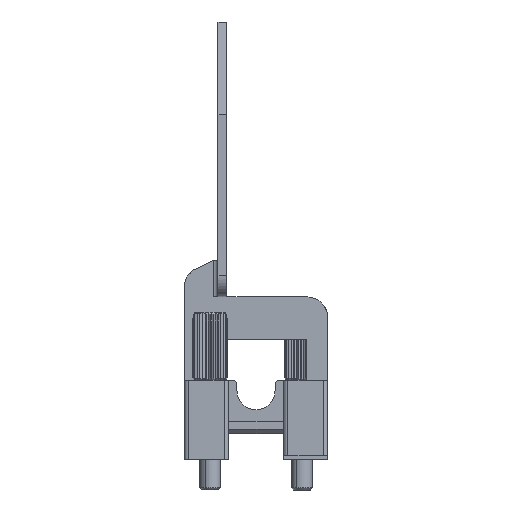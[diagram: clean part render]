
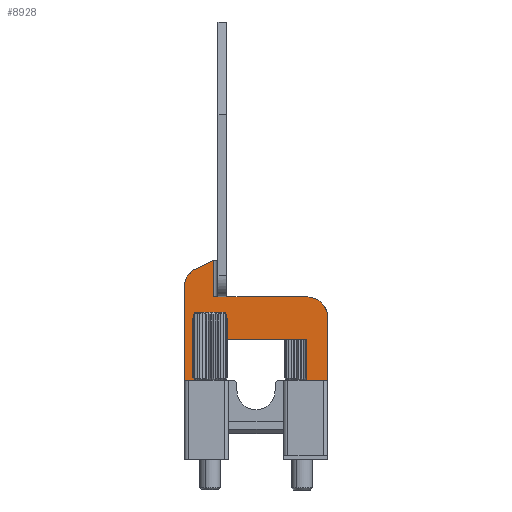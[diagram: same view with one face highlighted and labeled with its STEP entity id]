
A CAD part, front view. The second image highlights one B-rep face of the part: STEP entity #8928.
In plain terms, the highlighted planar face has unit normal (0, -1, 0).
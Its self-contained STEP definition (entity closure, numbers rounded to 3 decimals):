
#8820=AXIS2_PLACEMENT_3D('Plane Axis2P3D',#8817,#8818,#8819) ;
#1444=CARTESIAN_POINT('Vertex',(0.,19.75,18.7)) ;
#1838=CARTESIAN_POINT('Vertex',(34.,19.75,18.7)) ;
#8261=CARTESIAN_POINT('Vertex',(7.,19.75,54.301)) ;
#8443=CARTESIAN_POINT('Vertex',(2.887,19.75,52.383)) ;
#8446=CARTESIAN_POINT('Line Origine',(4.943,19.75,53.342)) ;
#8817=CARTESIAN_POINT('Axis2P3D Location',(8.,19.75,56.501)) ;
#8822=CARTESIAN_POINT('Line Origine',(17.,19.75,18.7)) ;
#8826=CARTESIAN_POINT('Vertex',(29.,19.75,18.7)) ;
#8829=CARTESIAN_POINT('Line Origine',(34.,19.75,35.001)) ;
#8833=CARTESIAN_POINT('Vertex',(34.,19.75,40.7)) ;
#8837=CARTESIAN_POINT('Control Point',(29.,19.75,45.7)) ;
#8838=CARTESIAN_POINT('Control Point',(30.571,19.75,45.7)) ;
#8839=CARTESIAN_POINT('Control Point',(32.143,19.75,45.085)) ;
#8840=CARTESIAN_POINT('Control Point',(33.385,19.75,43.843)) ;
#8841=CARTESIAN_POINT('Control Point',(34.,19.75,42.271)) ;
#8842=CARTESIAN_POINT('Control Point',(34.,19.75,40.7)) ;
#8843=CARTESIAN_POINT('Vertex',(29.,19.75,45.7)) ;
#8846=CARTESIAN_POINT('Line Origine',(17.,19.75,45.7)) ;
#8850=CARTESIAN_POINT('Vertex',(24.,19.75,45.7)) ;
#8853=CARTESIAN_POINT('Line Origine',(17.,19.75,45.7)) ;
#8857=CARTESIAN_POINT('Vertex',(7.,19.75,45.7)) ;
#8860=CARTESIAN_POINT('Line Origine',(7.,19.75,35.001)) ;
#8866=CARTESIAN_POINT('Control Point',(0.,19.75,47.852)) ;
#8867=CARTESIAN_POINT('Control Point',(0.,19.75,49.27)) ;
#8868=CARTESIAN_POINT('Control Point',(0.539,19.75,50.693)) ;
#8869=CARTESIAN_POINT('Control Point',(1.602,19.75,51.784)) ;
#8870=CARTESIAN_POINT('Control Point',(2.887,19.75,52.383)) ;
#8871=CARTESIAN_POINT('Vertex',(0.,19.75,47.852)) ;
#8874=CARTESIAN_POINT('Line Origine',(0.,19.75,35.001)) ;
#8878=CARTESIAN_POINT('Vertex',(0.,19.75,45.7)) ;
#8881=CARTESIAN_POINT('Line Origine',(0.,19.75,35.001)) ;
#8886=CARTESIAN_POINT('Line Origine',(17.,19.75,18.7)) ;
#8890=CARTESIAN_POINT('Vertex',(5.,19.75,18.7)) ;
#8893=CARTESIAN_POINT('Line Origine',(5.,19.75,35.001)) ;
#8897=CARTESIAN_POINT('Vertex',(5.,19.75,35.7)) ;
#8900=CARTESIAN_POINT('Line Origine',(17.,19.75,35.7)) ;
#8904=CARTESIAN_POINT('Vertex',(29.,19.75,35.7)) ;
#8907=CARTESIAN_POINT('Line Origine',(29.,19.75,35.001)) ;
#8447=DIRECTION('Vector Direction',(0.906,0.,0.423)) ;
#8818=DIRECTION('Axis2P3D Direction',(0.,1.,0.)) ;
#8819=DIRECTION('Axis2P3D XDirection',(0.,0.,-1.)) ;
#8823=DIRECTION('Vector Direction',(-1.,0.,0.)) ;
#8830=DIRECTION('Vector Direction',(0.,0.,-1.)) ;
#8847=DIRECTION('Vector Direction',(-1.,0.,0.)) ;
#8854=DIRECTION('Vector Direction',(-1.,0.,0.)) ;
#8861=DIRECTION('Vector Direction',(0.,0.,-1.)) ;
#8875=DIRECTION('Vector Direction',(0.,0.,-1.)) ;
#8882=DIRECTION('Vector Direction',(0.,0.,-1.)) ;
#8887=DIRECTION('Vector Direction',(-1.,0.,0.)) ;
#8894=DIRECTION('Vector Direction',(0.,0.,-1.)) ;
#8901=DIRECTION('Vector Direction',(-1.,0.,0.)) ;
#8908=DIRECTION('Vector Direction',(0.,0.,-1.)) ;
#8448=VECTOR('Line Direction',#8447,1.) ;
#8824=VECTOR('Line Direction',#8823,1.) ;
#8831=VECTOR('Line Direction',#8830,1.) ;
#8848=VECTOR('Line Direction',#8847,1.) ;
#8855=VECTOR('Line Direction',#8854,1.) ;
#8862=VECTOR('Line Direction',#8861,1.) ;
#8876=VECTOR('Line Direction',#8875,1.) ;
#8883=VECTOR('Line Direction',#8882,1.) ;
#8888=VECTOR('Line Direction',#8887,1.) ;
#8895=VECTOR('Line Direction',#8894,1.) ;
#8902=VECTOR('Line Direction',#8901,1.) ;
#8909=VECTOR('Line Direction',#8908,1.) ;
#8913=ORIENTED_EDGE('',*,*,#8828,.F.) ;
#8914=ORIENTED_EDGE('',*,*,#8835,.F.) ;
#8915=ORIENTED_EDGE('',*,*,#8845,.F.) ;
#8916=ORIENTED_EDGE('',*,*,#8852,.F.) ;
#8917=ORIENTED_EDGE('',*,*,#8859,.T.) ;
#8918=ORIENTED_EDGE('',*,*,#8864,.T.) ;
#8919=ORIENTED_EDGE('',*,*,#8450,.F.) ;
#8920=ORIENTED_EDGE('',*,*,#8873,.F.) ;
#8921=ORIENTED_EDGE('',*,*,#8880,.F.) ;
#8922=ORIENTED_EDGE('',*,*,#8885,.F.) ;
#8923=ORIENTED_EDGE('',*,*,#8892,.F.) ;
#8924=ORIENTED_EDGE('',*,*,#8899,.F.) ;
#8925=ORIENTED_EDGE('',*,*,#8906,.T.) ;
#8926=ORIENTED_EDGE('',*,*,#8911,.F.) ;
#8928=ADVANCED_FACE('Hauptk\X2\00F6\X0\rper',(#8927),#8821,.F.) ;
#8836=B_SPLINE_CURVE_WITH_KNOTS('',5,(#8837,#8838,#8839,#8840,#8841,#8842),.UNSPECIFIED.,.F.,.U.,(6,6),(15.708,23.562),.UNSPECIFIED.) ;
#8865=B_SPLINE_CURVE_WITH_KNOTS('',4,(#8866,#8867,#8868,#8869,#8870),.UNSPECIFIED.,.F.,.U.,(5,5),(7.854,13.526),.UNSPECIFIED.) ;
#8450=EDGE_CURVE('',#8444,#8262,#8449,.T.) ;
#8828=EDGE_CURVE('',#1839,#8827,#8825,.T.) ;
#8835=EDGE_CURVE('',#8834,#1839,#8832,.T.) ;
#8845=EDGE_CURVE('',#8844,#8834,#8836,.T.) ;
#8852=EDGE_CURVE('',#8851,#8844,#8849,.F.) ;
#8859=EDGE_CURVE('',#8851,#8858,#8856,.T.) ;
#8864=EDGE_CURVE('',#8858,#8262,#8863,.F.) ;
#8873=EDGE_CURVE('',#8872,#8444,#8865,.T.) ;
#8880=EDGE_CURVE('',#8879,#8872,#8877,.F.) ;
#8885=EDGE_CURVE('',#1445,#8879,#8884,.F.) ;
#8892=EDGE_CURVE('',#8891,#1445,#8889,.T.) ;
#8899=EDGE_CURVE('',#8898,#8891,#8896,.T.) ;
#8906=EDGE_CURVE('',#8898,#8905,#8903,.F.) ;
#8911=EDGE_CURVE('',#8827,#8905,#8910,.F.) ;
#8912=EDGE_LOOP('',(#8913,#8914,#8915,#8916,#8917,#8918,#8919,#8920,#8921,#8922,#8923,#8924,#8925,#8926)) ;
#8927=FACE_OUTER_BOUND('',#8912,.T.) ;
#8449=LINE('Line',#8446,#8448) ;
#8825=LINE('Line',#8822,#8824) ;
#8832=LINE('Line',#8829,#8831) ;
#8849=LINE('Line',#8846,#8848) ;
#8856=LINE('Line',#8853,#8855) ;
#8863=LINE('Line',#8860,#8862) ;
#8877=LINE('Line',#8874,#8876) ;
#8884=LINE('Line',#8881,#8883) ;
#8889=LINE('Line',#8886,#8888) ;
#8896=LINE('Line',#8893,#8895) ;
#8903=LINE('Line',#8900,#8902) ;
#8910=LINE('Line',#8907,#8909) ;
#8821=PLANE('',#8820) ;
#1445=VERTEX_POINT('',#1444) ;
#1839=VERTEX_POINT('',#1838) ;
#8262=VERTEX_POINT('',#8261) ;
#8444=VERTEX_POINT('',#8443) ;
#8827=VERTEX_POINT('',#8826) ;
#8834=VERTEX_POINT('',#8833) ;
#8844=VERTEX_POINT('',#8843) ;
#8851=VERTEX_POINT('',#8850) ;
#8858=VERTEX_POINT('',#8857) ;
#8872=VERTEX_POINT('',#8871) ;
#8879=VERTEX_POINT('',#8878) ;
#8891=VERTEX_POINT('',#8890) ;
#8898=VERTEX_POINT('',#8897) ;
#8905=VERTEX_POINT('',#8904) ;
